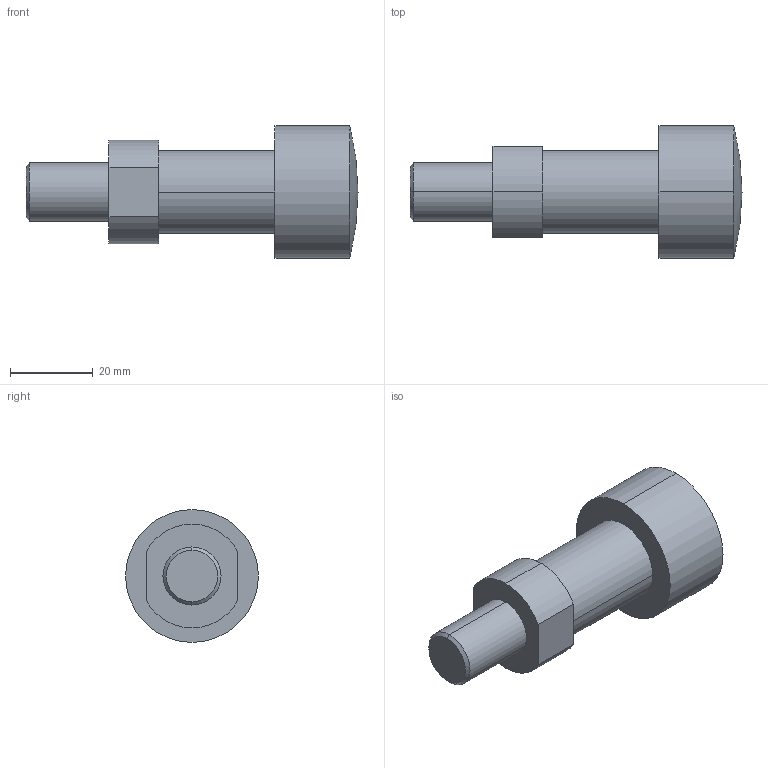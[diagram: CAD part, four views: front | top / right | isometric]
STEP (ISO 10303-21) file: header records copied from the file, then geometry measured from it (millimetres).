
FILE_DESCRIPTION((''),'2;1');
FILE_NAME('EHM156C.stp','2000-11-09T08:54:22',(''),(''),'AutoCAD STEP 2000','AutoCAD 2000',', , ');
FILE_SCHEMA(('CONFIG_CONTROL_DESIGN'));
Length unit declared in the file: millimetre
Bounding box: 80 x 32 x 32 mm (x, y, z)
Volume: 32748.5 mm3; surface area: 7283.9 mm2
Topology: 1 solids, 3 shells, 48 faces, 113 edges, 74 vertices
Faces by surface type: plane 33, cylinder 10, cone 2, sphere 2, bspline 1
Entity records: 1461 total; most frequent: CARTESIAN_POINT 239, DIRECTION 232, ORIENTED_EDGE 226, EDGE_CURVE 113, VECTOR 90, LINE 90, VERTEX_POINT 74, AXIS2_PLACEMENT_3D 71
